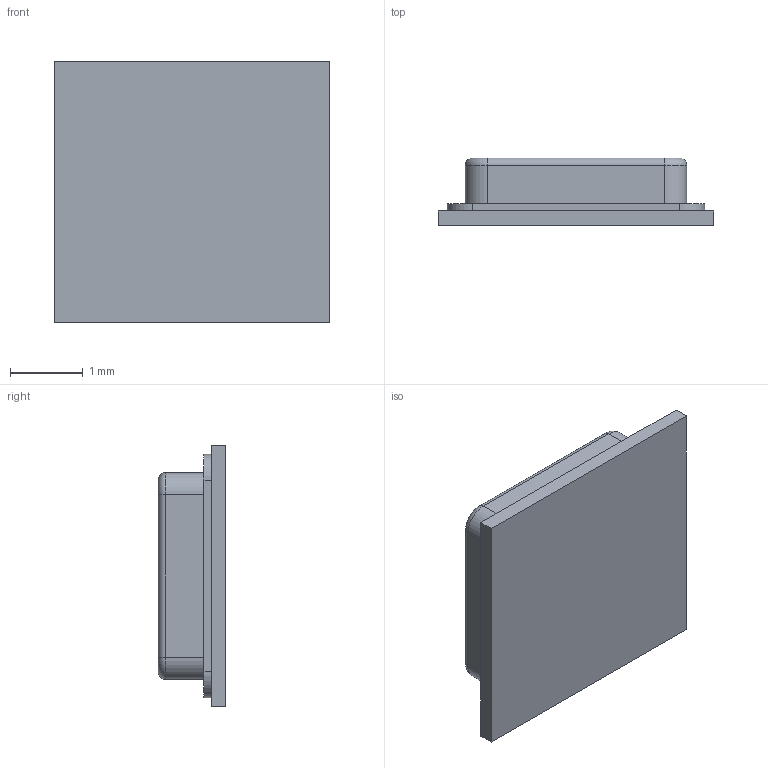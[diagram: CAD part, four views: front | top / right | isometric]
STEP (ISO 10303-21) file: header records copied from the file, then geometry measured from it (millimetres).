
FILE_DESCRIPTION(/* description */ (''),/* implementation_level */ '2;1');
FILE_NAME(/* name */ 'BMP180.step',/* time_stamp */ '2018-03-13T00:34:12-06:00',/* author */ (''),/* organization */ (''),/* preprocessor_version */ 'ST-DEVELOPER v16.13',/* originating_system */ 'Autodesk Translation Framework v6.5.0.72',/* authorisation */ '');
FILE_SCHEMA (('AUTOMOTIVE_DESIGN { 1 0 10303 214 3 1 1 }'));
Length unit declared in the file: millimetre
Products named in the file (1): BMP180
Bounding box: 3.8 x 0.93 x 3.6 mm (x, y, z)
Volume: 9.3 mm3; surface area: 38.3 mm2
Topology: 1 solids, 1 shells, 34 faces, 79 edges, 50 vertices
Faces by surface type: plane 17, cylinder 12, torus 5
Entity records: 1003 total; most frequent: DIRECTION 180, CARTESIAN_POINT 164, ORIENTED_EDGE 158, EDGE_CURVE 79, AXIS2_PLACEMENT_3D 66, VERTEX_POINT 50, LINE 48, VECTOR 48
